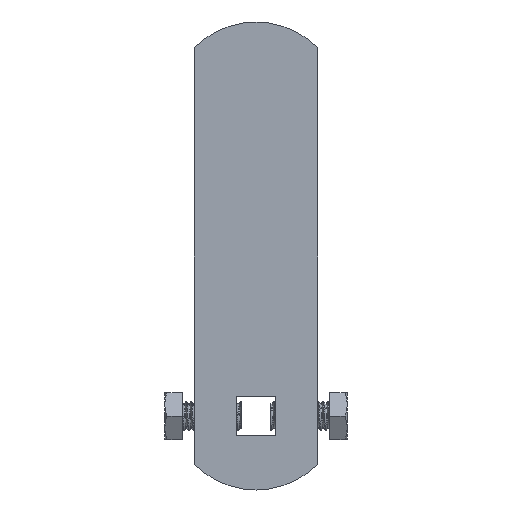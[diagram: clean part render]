
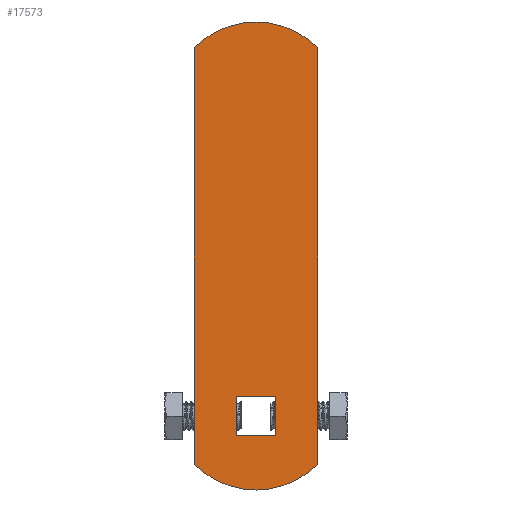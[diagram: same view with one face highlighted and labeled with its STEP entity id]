
A CAD part, front view. The second image highlights one B-rep face of the part: STEP entity #17573.
In plain terms, the highlighted planar face has unit normal (0, -1, 0).
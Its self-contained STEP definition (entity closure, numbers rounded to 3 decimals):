
#66 = ORIENTED_EDGE ( 'NONE', *, *, #22894, .T. ) ;
#460 = VERTEX_POINT ( 'NONE', #16422 ) ;
#694 = AXIS2_PLACEMENT_3D ( 'NONE', #9112, #14674, #11015 ) ;
#939 = LINE ( 'NONE', #14985, #1795 ) ;
#1022 = DIRECTION ( 'NONE',  ( 0., -1., 0. ) ) ;
#1238 = DIRECTION ( 'NONE',  ( 0., 0., 1. ) ) ;
#1291 = VERTEX_POINT ( 'NONE', #16348 ) ;
#1551 = ORIENTED_EDGE ( 'NONE', *, *, #9738, .T. ) ;
#1760 = CARTESIAN_POINT ( 'NONE',  ( -4., -16., -4. ) ) ;
#1795 = VECTOR ( 'NONE', #9581, 1000. ) ;
#3962 = VECTOR ( 'NONE', #17950, 1000. ) ;
#4429 = ORIENTED_EDGE ( 'NONE', *, *, #20201, .T. ) ;
#4460 = LINE ( 'NONE', #12128, #8418 ) ;
#5041 = VECTOR ( 'NONE', #6135, 1000. ) ;
#5572 = CARTESIAN_POINT ( 'NONE',  ( -4., -16., -4. ) ) ;
#5582 = AXIS2_PLACEMENT_3D ( 'NONE', #7881, #20445, #16938 ) ;
#6135 = DIRECTION ( 'NONE',  ( 0., 0., -1. ) ) ;
#6257 = VERTEX_POINT ( 'NONE', #9444 ) ;
#6375 = AXIS2_PLACEMENT_3D ( 'NONE', #11850, #1022, #17054 ) ;
#6482 = VERTEX_POINT ( 'NONE', #21972 ) ;
#7322 = LINE ( 'NONE', #22293, #5041 ) ;
#7435 = ORIENTED_EDGE ( 'NONE', *, *, #13033, .T. ) ;
#7847 = VERTEX_POINT ( 'NONE', #5572 ) ;
#7881 = CARTESIAN_POINT ( 'NONE',  ( 0., -16., 62.376 ) ) ;
#8200 = CIRCLE ( 'NONE', #6375, 17.624 ) ;
#8256 = CARTESIAN_POINT ( 'NONE',  ( 0., -16., 62.376 ) ) ;
#8418 = VECTOR ( 'NONE', #1238, 1000. ) ;
#8562 = ORIENTED_EDGE ( 'NONE', *, *, #8675, .T. ) ;
#8675 = EDGE_CURVE ( 'NONE', #9279, #22141, #19286, .T. ) ;
#8768 = EDGE_CURVE ( 'NONE', #16424, #7847, #15097, .T. ) ;
#9112 = CARTESIAN_POINT ( 'NONE',  ( 0., -16., 2.624 ) ) ;
#9279 = VERTEX_POINT ( 'NONE', #9805 ) ;
#9444 = CARTESIAN_POINT ( 'NONE',  ( 12.5, -16., 74.8 ) ) ;
#9524 = DIRECTION ( 'NONE',  ( -1., 0., 0. ) ) ;
#9581 = DIRECTION ( 'NONE',  ( 0., 0., -1. ) ) ;
#9605 = ORIENTED_EDGE ( 'NONE', *, *, #8768, .T. ) ;
#9738 = EDGE_CURVE ( 'NONE', #7847, #9279, #11303, .T. ) ;
#9805 = CARTESIAN_POINT ( 'NONE',  ( -4., -16., 4. ) ) ;
#10137 = DIRECTION ( 'NONE',  ( 0., -1., 0. ) ) ;
#10598 = CIRCLE ( 'NONE', #19373, 17.624 ) ;
#10891 = CARTESIAN_POINT ( 'NONE',  ( -4., -16., 4. ) ) ;
#10936 = EDGE_CURVE ( 'NONE', #1291, #6482, #8200, .T. ) ;
#11015 = DIRECTION ( 'NONE',  ( 0., 0., 1. ) ) ;
#11303 = LINE ( 'NONE', #1760, #3962 ) ;
#11376 = EDGE_CURVE ( 'NONE', #22141, #16424, #7322, .T. ) ;
#11801 = CARTESIAN_POINT ( 'NONE',  ( -12.5, -16., 74.8 ) ) ;
#11850 = CARTESIAN_POINT ( 'NONE',  ( 0., -16., 2.624 ) ) ;
#11930 = EDGE_LOOP ( 'NONE', ( #8562, #12735, #9605, #1551 ) ) ;
#12128 = CARTESIAN_POINT ( 'NONE',  ( 12.5, -16., -9.8 ) ) ;
#12179 = CIRCLE ( 'NONE', #5582, 17.624 ) ;
#12574 = VERTEX_POINT ( 'NONE', #11801 ) ;
#12735 = ORIENTED_EDGE ( 'NONE', *, *, #11376, .T. ) ;
#13033 = EDGE_CURVE ( 'NONE', #6482, #6257, #4460, .T. ) ;
#13387 = EDGE_LOOP ( 'NONE', ( #21200, #7435, #14073, #4429, #66 ) ) ;
#13409 = DIRECTION ( 'NONE',  ( 0., 0., -1. ) ) ;
#14073 = ORIENTED_EDGE ( 'NONE', *, *, #16486, .T. ) ;
#14553 = VECTOR ( 'NONE', #9524, 1000. ) ;
#14674 = DIRECTION ( 'NONE',  ( 0., 1., 0. ) ) ;
#14924 = CARTESIAN_POINT ( 'NONE',  ( -4., -16., -4. ) ) ;
#14985 = CARTESIAN_POINT ( 'NONE',  ( -12.5, -16., -9.8 ) ) ;
#15097 = LINE ( 'NONE', #14924, #14553 ) ;
#15858 = FACE_OUTER_BOUND ( 'NONE', #13387, .T. ) ;
#16348 = CARTESIAN_POINT ( 'NONE',  ( -12.5, -16., -9.8 ) ) ;
#16422 = CARTESIAN_POINT ( 'NONE',  ( 0., -16., 80. ) ) ;
#16424 = VERTEX_POINT ( 'NONE', #22033 ) ;
#16486 = EDGE_CURVE ( 'NONE', #6257, #460, #10598, .T. ) ;
#16938 = DIRECTION ( 'NONE',  ( 0., 0., -1. ) ) ;
#17054 = DIRECTION ( 'NONE',  ( 0., 0., 1. ) ) ;
#17573 = ADVANCED_FACE ( 'NONE', ( #19491, #15858 ), #18009, .F. ) ;
#17950 = DIRECTION ( 'NONE',  ( 0., 0., 1. ) ) ;
#18009 = PLANE ( 'NONE',  #694 ) ;
#19286 = LINE ( 'NONE', #10891, #20683 ) ;
#19373 = AXIS2_PLACEMENT_3D ( 'NONE', #8256, #10137, #13409 ) ;
#19491 = FACE_BOUND ( 'NONE', #11930, .T. ) ;
#19999 = DIRECTION ( 'NONE',  ( 1., 0., 0. ) ) ;
#20201 = EDGE_CURVE ( 'NONE', #460, #12574, #12179, .T. ) ;
#20445 = DIRECTION ( 'NONE',  ( 0., -1., 0. ) ) ;
#20683 = VECTOR ( 'NONE', #19999, 1000. ) ;
#21200 = ORIENTED_EDGE ( 'NONE', *, *, #10936, .T. ) ;
#21946 = CARTESIAN_POINT ( 'NONE',  ( 4., -16., 4. ) ) ;
#21972 = CARTESIAN_POINT ( 'NONE',  ( 12.5, -16., -9.8 ) ) ;
#22033 = CARTESIAN_POINT ( 'NONE',  ( 4., -16., -4. ) ) ;
#22141 = VERTEX_POINT ( 'NONE', #21946 ) ;
#22293 = CARTESIAN_POINT ( 'NONE',  ( 4., -16., -4. ) ) ;
#22894 = EDGE_CURVE ( 'NONE', #12574, #1291, #939, .T. ) ;
